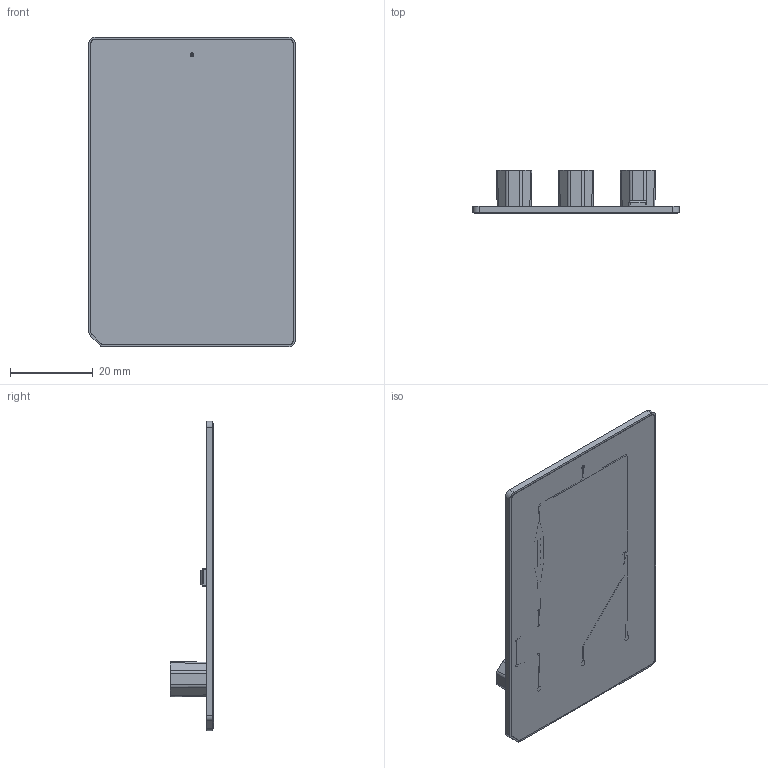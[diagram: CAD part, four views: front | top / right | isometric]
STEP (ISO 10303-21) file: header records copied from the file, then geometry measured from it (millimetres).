
FILE_DESCRIPTION(/* description */ ('','CAx-IF Rec.Pracs.---Representation and Presentation of Product Manufacturing Information (PMI)---4.0---2014-10-13'),/* implementation_level */ '2;1');
FILE_NAME(/* name */ 'Design guide chip v14.step',/* time_stamp */ '2025-01-10T13:40:46-05:00',/* author */ (''),/* organization */ (''),/* preprocessor_version */ 'ST-DEVELOPER v20',/* originating_system */ 'Autodesk Translation Framework v13.20.0.188',/* authorisation */ '');
FILE_SCHEMA (('AP242_MANAGED_MODEL_BASED_3D_ENGINEERING_MIM_LF { 1 0 10303 442 1 1 4 }'));
Length unit declared in the file: millimetre
Products named in the file (6): Design guide chip; Component1; Component2; MV-1_Embedded_Microvalve_2024-02-20; Valve Subassembly; 1428_2023_07_28
Assembly tree (7 placements, depth 3):
  Design guide chip
    Component1
    Component2
    MV-1_Embedded_Microvalve_2024-02-20
      Valve Subassembly
    1428_2023_07_28  x3
Bounding box: 50 x 10.47 x 75 mm (x, y, z)
Volume: 7170.3 mm3; surface area: 17022.1 mm2
Topology: 6 solids, 6 shells, 535 faces, 1298 edges, 848 vertices
Faces by surface type: plane 247, cylinder 126, cone 77, bspline 73, torus 12
Full cylindrical faces by diameter (mm): 0.35 x3, 0.4 x3, 0.9 x1, 1 x3, 5.439 x15
Entity records: 16463 total; most frequent: CARTESIAN_POINT 5417, ORIENTED_EDGE 2260, DIRECTION 2154, EDGE_CURVE 1130, AXIS2_PLACEMENT_3D 774, VERTEX_POINT 736, LINE 606, VECTOR 606
